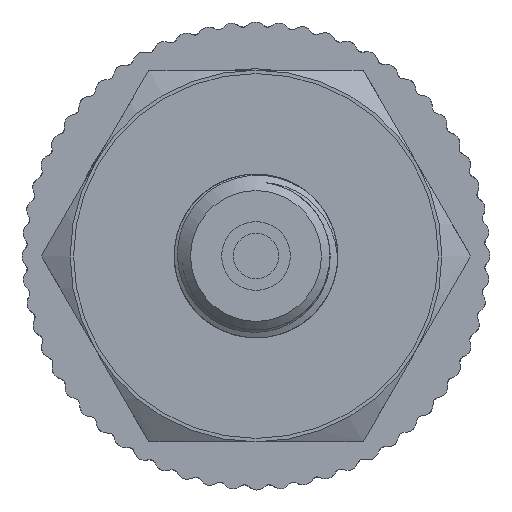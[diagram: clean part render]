
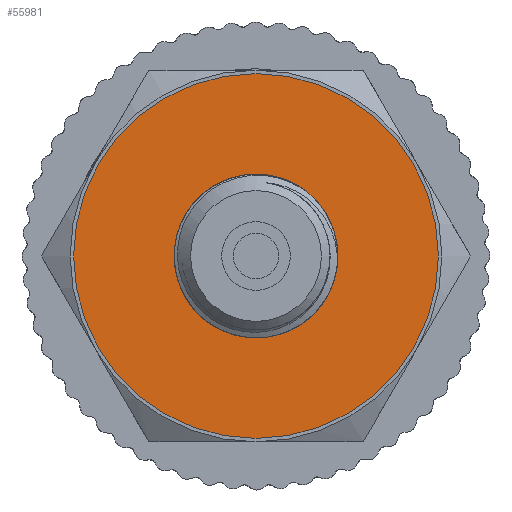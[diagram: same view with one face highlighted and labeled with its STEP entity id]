
A CAD part, left-side view. The second image highlights one B-rep face of the part: STEP entity #55981.
In plain terms, the highlighted planar face has unit normal (-1, 0, 0).
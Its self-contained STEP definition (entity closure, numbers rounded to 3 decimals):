
#5080=PLANE('',#59380);
#7226=FACE_BOUND('',#11830,.T.);
#8279=FACE_OUTER_BOUND('',#11829,.T.);
#11829=EDGE_LOOP('',(#39015));
#11830=EDGE_LOOP('',(#39016));
#15462=CIRCLE('',#59357,13.25);
#15473=CIRCLE('',#59377,5.942);
#22942=VERTEX_POINT('',#94205);
#22952=VERTEX_POINT('',#95441);
#29099=EDGE_CURVE('',#22942,#22942,#15462,.T.);
#29123=EDGE_CURVE('',#22952,#22952,#15473,.T.);
#39015=ORIENTED_EDGE('',*,*,#29099,.T.);
#39016=ORIENTED_EDGE('',*,*,#29123,.T.);
#55981=ADVANCED_FACE('',(#8279,#7226),#5080,.T.);
#59357=AXIS2_PLACEMENT_3D('',#94206,#67497,#67498);
#59377=AXIS2_PLACEMENT_3D('',#95442,#67540,#67541);
#59380=AXIS2_PLACEMENT_3D('',#95816,#67547,#67548);
#67497=DIRECTION('center_axis',(-1.,0.,0.));
#67498=DIRECTION('ref_axis',(0.,1.,0.));
#67540=DIRECTION('center_axis',(1.,0.,0.));
#67541=DIRECTION('ref_axis',(0.,1.,0.));
#67547=DIRECTION('center_axis',(-1.,0.,0.));
#67548=DIRECTION('ref_axis',(0.,0.,1.));
#94205=CARTESIAN_POINT('',(-47.,-13.25,0.));
#94206=CARTESIAN_POINT('Origin',(-47.,0.,0.));
#95441=CARTESIAN_POINT('',(-47.,-5.942,0.));
#95442=CARTESIAN_POINT('Origin',(-47.,0.,0.));
#95816=CARTESIAN_POINT('Origin',(-47.,13.5,0.));
